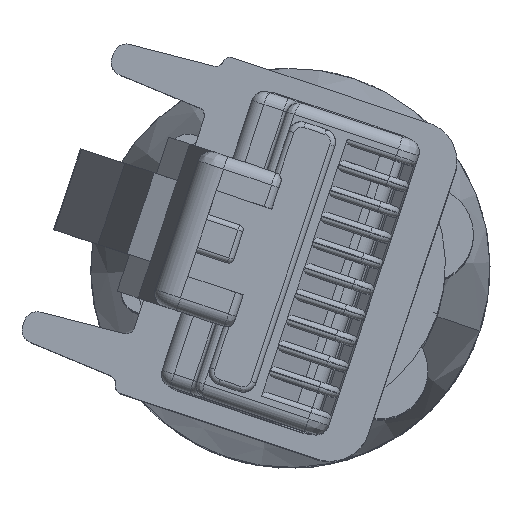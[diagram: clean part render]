
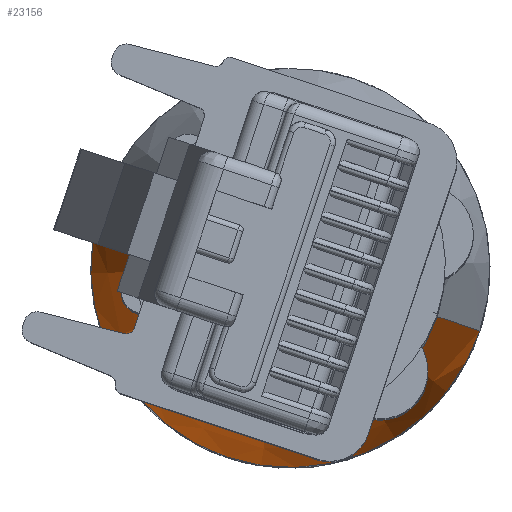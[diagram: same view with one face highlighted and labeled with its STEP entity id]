
A CAD part, top view. The second image highlights one B-rep face of the part: STEP entity #23156.
In plain terms, the highlighted conical face has half-angle 13.36 degrees and reference radius 5.6 mm.
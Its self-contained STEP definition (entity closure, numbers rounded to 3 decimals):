
#23097=AXIS2_PLACEMENT_3D('Circle Axis2P3D',#23095,#23096,$) ;
#23143=AXIS2_PLACEMENT_3D('Cone Axis2P3D',#23140,#23141,#23142) ;
#23147=AXIS2_PLACEMENT_3D('Circle Axis2P3D',#23145,#23146,$) ;
#23067=CARTESIAN_POINT('Vertex',(15.396,5.729,40.3)) ;
#23074=CARTESIAN_POINT('Vertex',(4.77,9.271,40.3)) ;
#23095=CARTESIAN_POINT('Axis2P3D Location',(10.083,7.5,40.3)) ;
#23113=CARTESIAN_POINT('Line Origine',(109620.017,-36529.145,-486416.186)) ;
#23117=CARTESIAN_POINT('Vertex',(17.198,5.128,32.3)) ;
#23124=CARTESIAN_POINT('Vertex',(2.968,9.872,32.3)) ;
#23127=CARTESIAN_POINT('Line Origine',(-109599.851,36544.145,-486416.186)) ;
#23140=CARTESIAN_POINT('Axis2P3D Location',(10.083,7.5,40.3)) ;
#23145=CARTESIAN_POINT('Axis2P3D Location',(10.083,7.5,32.3)) ;
#23096=DIRECTION('Axis2P3D Direction',(0.,0.,-1.)) ;
#23114=DIRECTION('Vector Direction',(0.219,-0.073,-0.973)) ;
#23128=DIRECTION('Vector Direction',(-0.219,0.073,-0.973)) ;
#23141=DIRECTION('Axis2P3D Direction',(0.,0.,-1.)) ;
#23142=DIRECTION('Axis2P3D XDirection',(0.949,-0.316,0.)) ;
#23146=DIRECTION('Axis2P3D Direction',(0.,0.,-1.)) ;
#23115=VECTOR('Line Direction',#23114,1.) ;
#23129=VECTOR('Line Direction',#23128,1.) ;
#23151=ORIENTED_EDGE('',*,*,#23131,.T.) ;
#23152=ORIENTED_EDGE('',*,*,#23149,.F.) ;
#23153=ORIENTED_EDGE('',*,*,#23119,.T.) ;
#23154=ORIENTED_EDGE('',*,*,#23099,.T.) ;
#23156=ADVANCED_FACE('Hauptk\X2\00F6\X0\rper',(#23155),#23144,.T.) ;
#23098=CIRCLE('generated circle',#23097,5.6) ;
#23148=CIRCLE('generated circle',#23147,7.5) ;
#23144=CONICAL_SURFACE('Cone',#23143,5.6,0.233) ;
#23099=EDGE_CURVE('',#23068,#23075,#23098,.T.) ;
#23119=EDGE_CURVE('',#23118,#23068,#23116,.F.) ;
#23131=EDGE_CURVE('',#23075,#23125,#23130,.T.) ;
#23149=EDGE_CURVE('',#23118,#23125,#23148,.T.) ;
#23150=EDGE_LOOP('',(#23151,#23152,#23153,#23154)) ;
#23155=FACE_OUTER_BOUND('',#23150,.T.) ;
#23116=LINE('Line',#23113,#23115) ;
#23130=LINE('Line',#23127,#23129) ;
#23068=VERTEX_POINT('',#23067) ;
#23075=VERTEX_POINT('',#23074) ;
#23118=VERTEX_POINT('',#23117) ;
#23125=VERTEX_POINT('',#23124) ;
